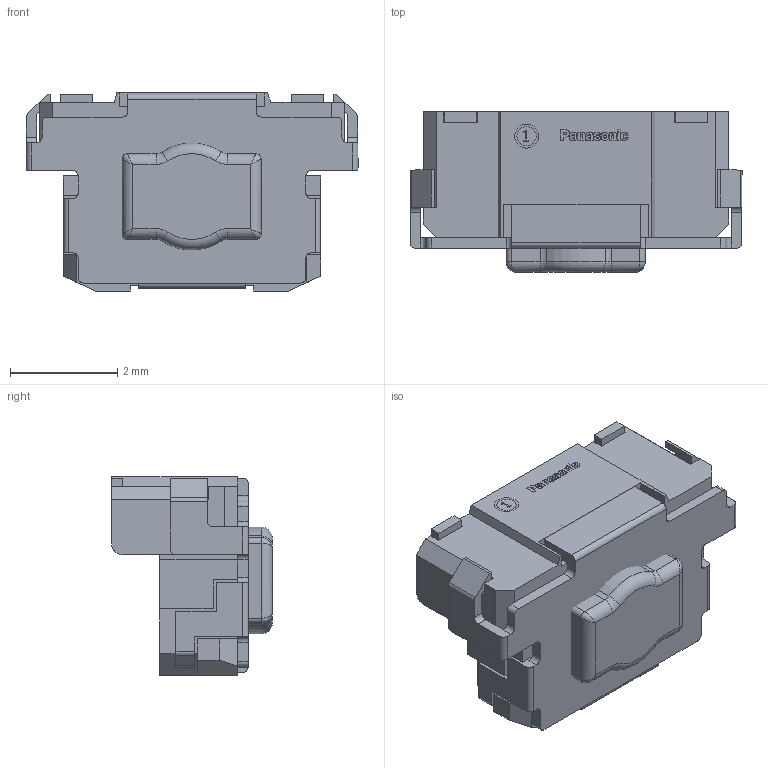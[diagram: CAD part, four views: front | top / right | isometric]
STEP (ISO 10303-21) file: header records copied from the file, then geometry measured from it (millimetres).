
FILE_DESCRIPTION(/* description */ (''),/* implementation_level */ '2;1');
FILE_NAME(/* name */ '2.stp',/* time_stamp */ '2020-11-21T13:59:50+02:00',/* author */ ('k'),/* organization */ (''),/* preprocessor_version */ 'ST-DEVELOPER v15.6',/* originating_system */ 'Autodesk Inventor 2015',/* authorisation */ '');
FILE_SCHEMA (('AUTOMOTIVE_DESIGN { 1 0 10303 214 3 1 1 }'));
Length unit declared in the file: millimetre
Products named in the file (7): 4; 5; 6; Panasonic Logo; 1 (2); 1; 2
Bounding box: 6.2 x 3 x 3.7 mm (x, y, z)
Volume: 41.6 mm3; surface area: 160.8 mm2
Topology: 17 solids, 17 shells, 429 faces, 1162 edges, 763 vertices
Faces by surface type: plane 238, bspline 128, cylinder 57, torus 6
Full cylindrical faces by diameter (mm): 0.36 x1, 0.448 x1
Entity records: 14233 total; most frequent: CARTESIAN_POINT 4049, ORIENTED_EDGE 2312, DIRECTION 1658, EDGE_CURVE 1156, LINE 786, VECTOR 786, VERTEX_POINT 763, EDGE_LOOP 441
